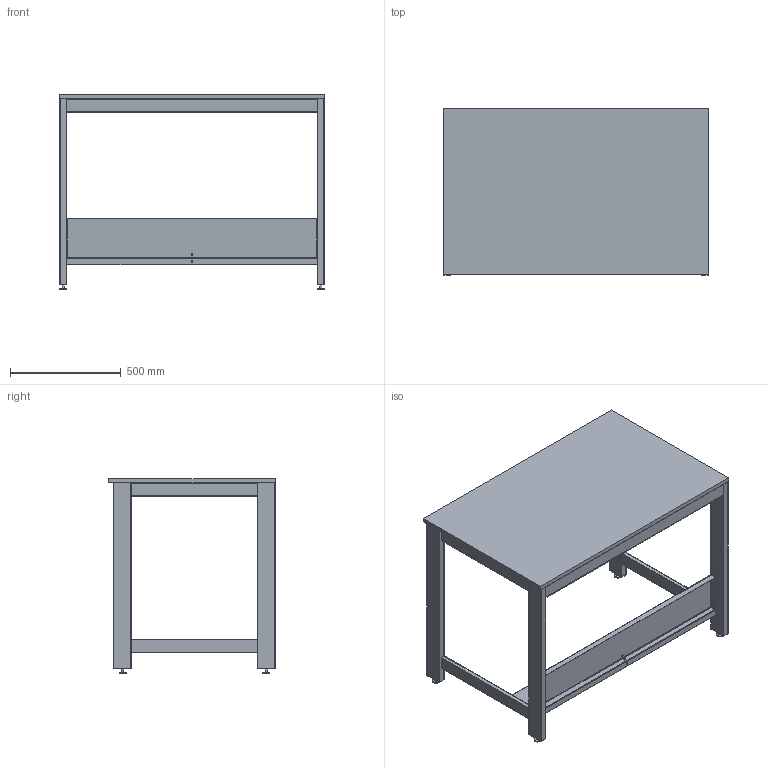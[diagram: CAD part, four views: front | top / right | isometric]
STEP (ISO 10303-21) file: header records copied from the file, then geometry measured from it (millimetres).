
FILE_DESCRIPTION(/* description */ ('Struttura banco UR-Frame da 1200x750 (1193x740x860)'),/* implementation_level */ '2;1');
FILE_NAME(/* name */ 'UR-Frame workbench 1200.stp',/* time_stamp */ '2025-07-15T12:53:59+02:00',/* author */ ('Marchetti'),/* organization */ (''),/* preprocessor_version */ 'ST-DEVELOPER v20',/* originating_system */ 'Autodesk Inventor 2024',/* authorisation */ '');
FILE_SCHEMA (('AUTOMOTIVE_DESIGN { 1 0 10303 214 3 1 1 }'));
Length unit declared in the file: millimetre
Products named in the file (13): UR-Frame workbench 1200; N060120033; N060140003; TRAVERSO LATERALE WSPLUG STRUTTURA P. 750 - ANGOLARE; TRAVERSO LATERALE WSPLUG STRUTTURA P. 600 - PIASTRA; N060120043; N060120101_2; N060120111aa-tubolare vert; N060120111aa-tubolare orizz; N060120111AA-tubolare orizz2; N060120111aa-tubolare vert2; Piedino spalla; WPP31120
Assembly tree (20 placements, depth 3):
  UR-Frame workbench 1200
    N060120033  x2
    N060140003  x2
      TRAVERSO LATERALE WSPLUG STRUTTURA P. 750 - ANGOLARE
      TRAVERSO LATERALE WSPLUG STRUTTURA P. 600 - PIASTRA
    N060120043  x2
    N060120101_2  x2
      N060120111aa-tubolare vert
      N060120111aa-tubolare orizz
      N060120111AA-tubolare orizz2
      N060120111aa-tubolare vert2
    Piedino spalla  x4
    WPP31120
Bounding box: 1200 x 750 x 879 mm (x, y, z)
Volume: 20386043.2 mm3; surface area: 6057235.4 mm2
Topology: 23 solids, 23 shells, 356 faces, 830 edges, 526 vertices
Faces by surface type: plane 234, cylinder 72, cone 26, bspline 24
Full cylindrical faces by diameter (mm): 5 x2, 6 x8, 6.647 x4, 7 x6, 8 x4, 10 x4, 30 x4
Entity records: 5710 total; most frequent: CARTESIAN_POINT 1295, DIRECTION 806, ORIENTED_EDGE 776, EDGE_CURVE 388, LINE 296, VECTOR 296, AXIS2_PLACEMENT_3D 255, VERTEX_POINT 244
